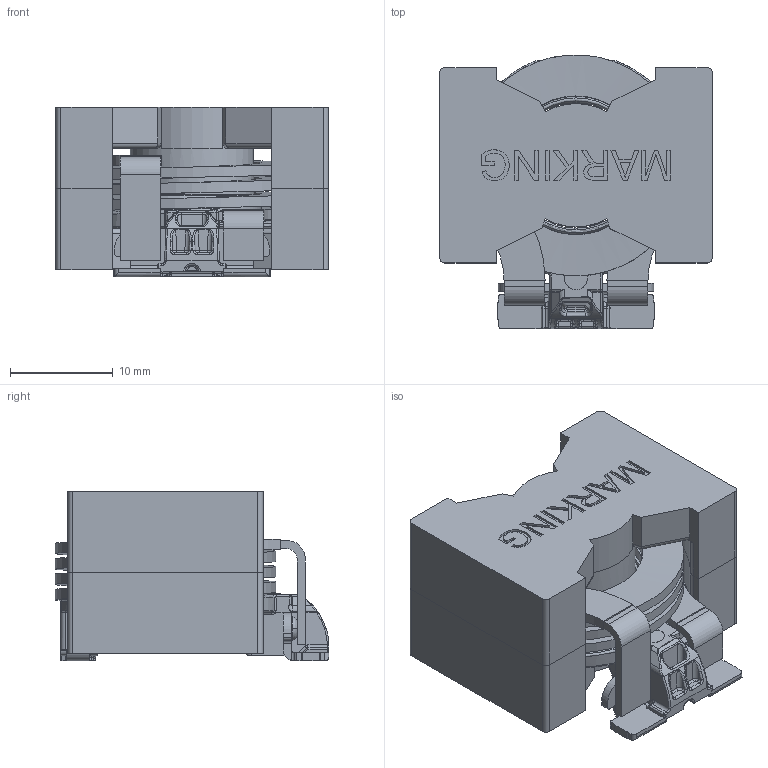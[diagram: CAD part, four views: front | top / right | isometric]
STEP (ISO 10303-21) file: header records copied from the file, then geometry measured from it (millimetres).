
FILE_DESCRIPTION(/* description */ ('Unknown'),/* implementation_level */ '2;1');
FILE_NAME(/* name */ '78436432100_R1.0',/* time_stamp */ '2019-03-14T17:16:17+01:00',/* author */ ('Unknown'),/* organization */ ('Unknown'),/* preprocessor_version */ 'ST-DEVELOPER v16.7',/* originating_system */ 'DEX',/* authorisation */ $);
FILE_SCHEMA (('AUTOMOTIVE_DESIGN {1 0 10303 214 3 1 1}'));
Length unit declared in the file: millimetre
Products named in the file (9): 78436432100_R1.0; 210000001_R1; InjectionPart; MountingSheet; SolderContact-right; SolderContact-left; coil; 230026IND_R1.0; 230026IND-680_R1.0
Assembly tree (8 placements, depth 3):
  78436432100_R1.0
    210000001_R1
      InjectionPart
      MountingSheet
      SolderContact-right
      SolderContact-left
    coil
    230026IND_R1.0
    230026IND-680_R1.0
Bounding box: 26.5 x 26.64 x 16.5 mm (x, y, z)
Volume: 6631.2 mm3; surface area: 7434.6 mm2
Topology: 7 solids, 7 shells, 1144 faces, 2998 edges, 1903 vertices
Faces by surface type: plane 525, cylinder 346, bspline 240, torus 14, cone 11, sphere 8
Full cylindrical faces by diameter (mm): 1 x4, 2.2 x1, 2.5 x4, 3 x1, 12 x2, 12.23 x1, 13.43 x1
Entity records: 45886 total; most frequent: CARTESIAN_POINT 19719, ORIENTED_EDGE 5922, DIRECTION 4407, EDGE_CURVE 2961, VERTEX_POINT 1894, AXIS2_PLACEMENT_3D 1481, LINE 1445, VECTOR 1445
